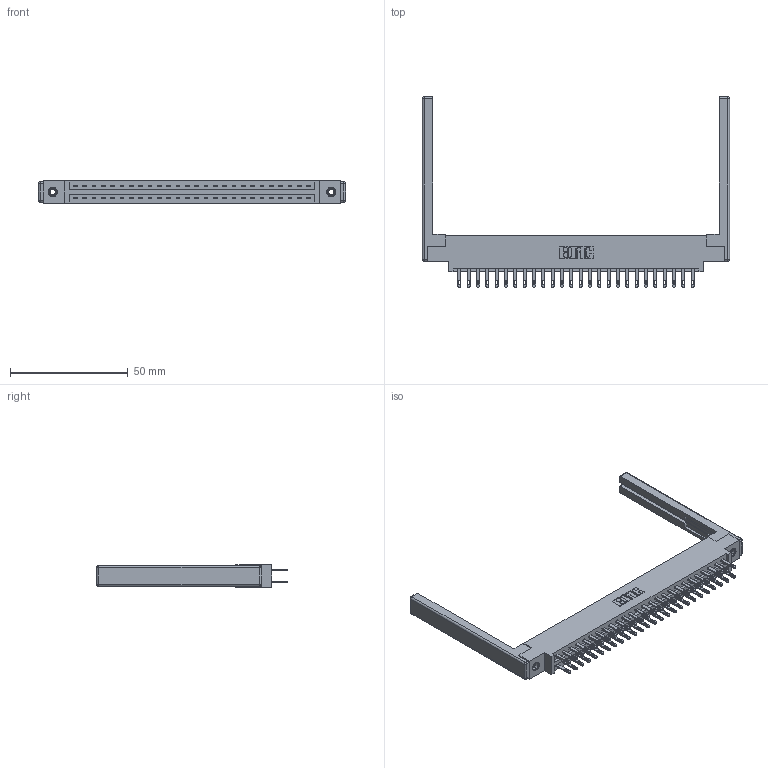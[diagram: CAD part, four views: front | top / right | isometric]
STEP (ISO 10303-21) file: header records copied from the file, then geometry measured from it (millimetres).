
FILE_DESCRIPTION (( 'STEP AP203' ), '1' );
FILE_NAME ('337-052-500-868.STEP', '2019-10-11T17:59:55', ( '' ), ( '' ), 'SwSTEP 2.0', 'SolidWorks 2016', '' );
FILE_SCHEMA (( 'CONFIG_CONTROL_DESIGN' ));
Length unit declared in the file: inch
Products named in the file (5): 307-220-068; 345-292-001_345-293-100; 345-250-001_345-250-001-102; 337 Part_0.170 Offset - 0.156 Dia-TI; 337-052-500-868
Assembly tree (57 placements, depth 2):
  337-052-500-868
    337 Part_0.170 Offset - 0.156 Dia-TI
    345-292-001_345-293-100  x52
    345-250-001_345-250-001-102  x2
    307-220-068  x2
Bounding box: 130.45 x 80.9 x 9.4 mm (x, y, z)
Volume: 17961.5 mm3; surface area: 19912.3 mm2
Topology: 57 solids, 57 shells, 2872 faces, 8669 edges, 5758 vertices
Faces by surface type: plane 1826, cylinder 1022, cone 12, sphere 8, torus 4
Entity records: 25050 total; most frequent: CARTESIAN_POINT 4199, ORIENTED_EDGE 4124, DIRECTION 3672, EDGE_CURVE 2062, VECTOR 1880, LINE 1880, VERTEX_POINT 1366, AXIS2_PLACEMENT_3D 896
